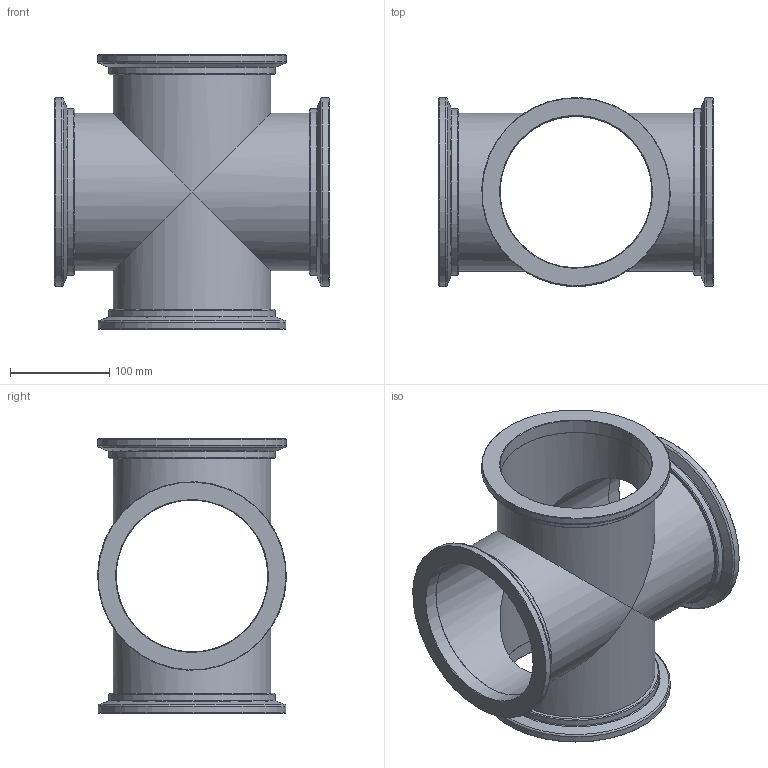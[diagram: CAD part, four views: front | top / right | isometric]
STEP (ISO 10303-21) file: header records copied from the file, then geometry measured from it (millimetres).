
FILE_DESCRIPTION(/* description */ (''),/* implementation_level */ '2;1');
FILE_NAME(/* name */ '33.160003.270.316',/* time_stamp */ '2019-06-18T15:14:38+02:00',/* author */ ('Murat Coskun Bicak'),/* organization */ ('Evac AG'),/* preprocessor_version */ 'ST-DEVELOPER v16.7',/* originating_system */ 'DEX',/* authorisation */ $);
FILE_SCHEMA (('AUTOMOTIVE_DESIGN {1 0 10303 214 3 1 1}'));
Length unit declared in the file: millimetre
Products named in the file (3): 33.160003.270.316; 33.160003.270.316-Rohr; 32.160003.210.316
Assembly tree (5 placements, depth 2):
  33.160003.270.316
    33.160003.270.316-Rohr
    32.160003.210.316  x4
Bounding box: 276 x 190 x 276 mm (x, y, z)
Volume: 952176 mm3; surface area: 445465.2 mm2
Topology: 5 solids, 5 shells, 68 faces, 129 edges, 73 vertices
Faces by surface type: cylinder 24, plane 16, cone 16, torus 12
Full cylindrical faces by diameter (mm): 153 x8, 159 x8, 168 x4, 190 x4
Entity records: 664 total; most frequent: DIRECTION 124, CARTESIAN_POINT 88, AXIS2_PLACEMENT_3D 62, ORIENTED_EDGE 60, EDGE_LOOP 52, FACE_BOUND 52, EDGE_CURVE 30, VERTEX_POINT 26
